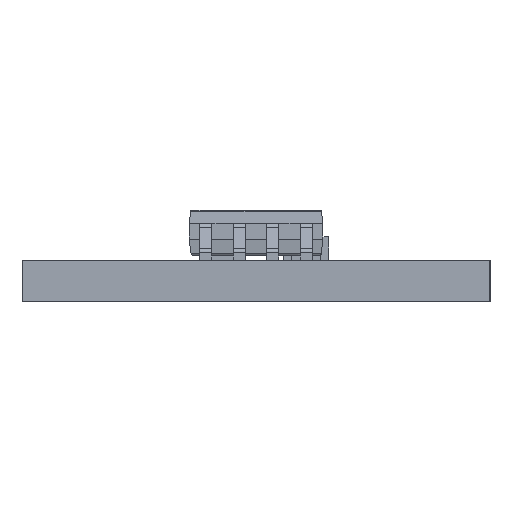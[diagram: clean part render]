
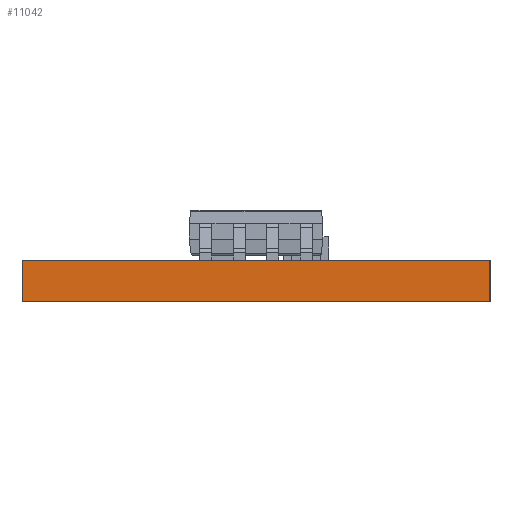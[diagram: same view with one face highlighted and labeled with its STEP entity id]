
A CAD part, left-side view. The second image highlights one B-rep face of the part: STEP entity #11042.
In plain terms, the highlighted planar face has unit normal (-1, 0, 0).
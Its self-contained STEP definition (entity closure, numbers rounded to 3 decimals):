
#1263 = VERTEX_POINT ( 'NONE', #24347 ) ;
#1799 = PLANE ( 'NONE',  #14692 ) ;
#2141 = CARTESIAN_POINT ( 'NONE',  ( 0., 0., 1.575 ) ) ;
#2799 = CARTESIAN_POINT ( 'NONE',  ( 0., 0., 0. ) ) ;
#3058 = LINE ( 'NONE', #8370, #13872 ) ;
#4647 = EDGE_LOOP ( 'NONE', ( #4937, #17081, #23722, #8006 ) ) ;
#4937 = ORIENTED_EDGE ( 'NONE', *, *, #10946, .T. ) ;
#5720 = CARTESIAN_POINT ( 'NONE',  ( 0., 0., 1.575 ) ) ;
#6968 = LINE ( 'NONE', #2141, #30483 ) ;
#6982 = VERTEX_POINT ( 'NONE', #22601 ) ;
#8006 = ORIENTED_EDGE ( 'NONE', *, *, #12464, .T. ) ;
#8370 = CARTESIAN_POINT ( 'NONE',  ( 0., 17.78, 1.575 ) ) ;
#10091 = DIRECTION ( 'NONE',  ( 0., -1., 0. ) ) ;
#10946 = EDGE_CURVE ( 'NONE', #29181, #14575, #17762, .T. ) ;
#11042 = ADVANCED_FACE ( 'NONE', ( #27422 ), #1799, .F. ) ;
#11490 = DIRECTION ( 'NONE',  ( 0., 0., -1. ) ) ;
#11689 = EDGE_CURVE ( 'NONE', #1263, #14575, #24333, .T. ) ;
#12464 = EDGE_CURVE ( 'NONE', #6982, #29181, #3058, .T. ) ;
#13872 = VECTOR ( 'NONE', #17931, 1000. ) ;
#14575 = VERTEX_POINT ( 'NONE', #2799 ) ;
#14692 = AXIS2_PLACEMENT_3D ( 'NONE', #16340, #30522, #11490 ) ;
#16340 = CARTESIAN_POINT ( 'NONE',  ( 0., 0., 1.575 ) ) ;
#17081 = ORIENTED_EDGE ( 'NONE', *, *, #11689, .F. ) ;
#17762 = LINE ( 'NONE', #19956, #18177 ) ;
#17931 = DIRECTION ( 'NONE',  ( 0., 0., -1. ) ) ;
#18177 = VECTOR ( 'NONE', #10091, 1000. ) ;
#19812 = DIRECTION ( 'NONE',  ( 0., 0., -1. ) ) ;
#19956 = CARTESIAN_POINT ( 'NONE',  ( 0., 0., 0. ) ) ;
#22601 = CARTESIAN_POINT ( 'NONE',  ( 0., 17.78, 1.575 ) ) ;
#23045 = VECTOR ( 'NONE', #19812, 1000. ) ;
#23722 = ORIENTED_EDGE ( 'NONE', *, *, #25930, .F. ) ;
#24333 = LINE ( 'NONE', #5720, #23045 ) ;
#24347 = CARTESIAN_POINT ( 'NONE',  ( 0., 0., 1.575 ) ) ;
#25602 = DIRECTION ( 'NONE',  ( 0., -1., 0. ) ) ;
#25930 = EDGE_CURVE ( 'NONE', #6982, #1263, #6968, .T. ) ;
#27422 = FACE_OUTER_BOUND ( 'NONE', #4647, .T. ) ;
#27781 = CARTESIAN_POINT ( 'NONE',  ( 0., 17.78, 0. ) ) ;
#29181 = VERTEX_POINT ( 'NONE', #27781 ) ;
#30483 = VECTOR ( 'NONE', #25602, 1000. ) ;
#30522 = DIRECTION ( 'NONE',  ( 1., 0., 0. ) ) ;
